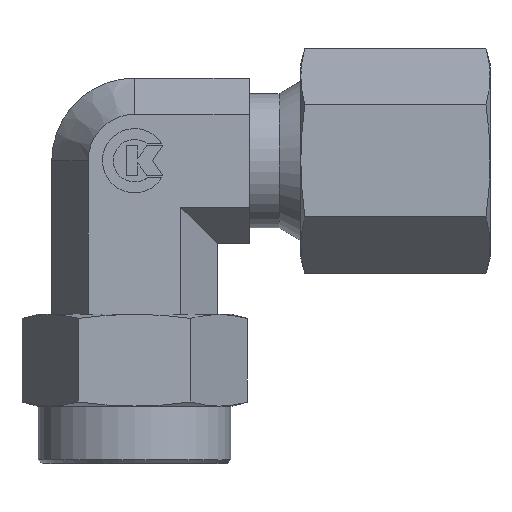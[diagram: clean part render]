
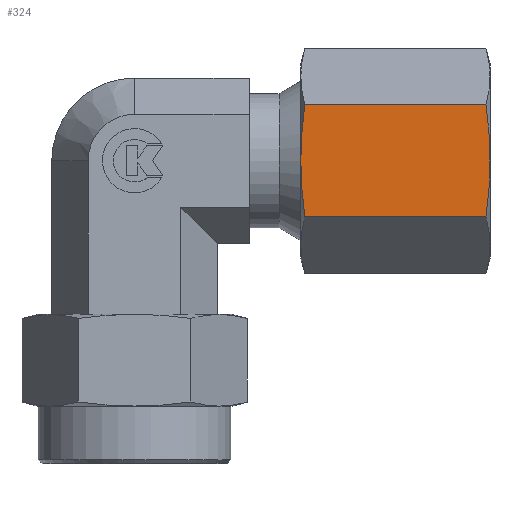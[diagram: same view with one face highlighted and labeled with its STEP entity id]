
A CAD part, top view. The second image highlights one B-rep face of the part: STEP entity #324.
In plain terms, the highlighted planar face has unit normal (0, 0, 1).
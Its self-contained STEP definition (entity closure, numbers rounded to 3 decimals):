
#324 = ADVANCED_FACE( '', ( #670 ), #671, .F. );
#670 = FACE_OUTER_BOUND( '', #1046, .T. );
#671 = PLANE( '', #1047 );
#1046 = EDGE_LOOP( '', ( #2252, #2253, #2254, #2255, #2256, #2257 ) );
#1047 = AXIS2_PLACEMENT_3D( '', #2258, #2259, #2260 );
#2252 = ORIENTED_EDGE( '', *, *, #2825, .F. );
#2253 = ORIENTED_EDGE( '', *, *, #2817, .F. );
#2254 = ORIENTED_EDGE( '', *, *, #2826, .F. );
#2255 = ORIENTED_EDGE( '', *, *, #2827, .F. );
#2256 = ORIENTED_EDGE( '', *, *, #2820, .T. );
#2257 = ORIENTED_EDGE( '', *, *, #2828, .F. );
#2258 = CARTESIAN_POINT( '', ( 31., -4.907, 8.5 ) );
#2259 = DIRECTION( '', ( 0., 0., -1. ) );
#2260 = DIRECTION( '', ( 0., -1., 0. ) );
#2817 = EDGE_CURVE( '', #3451, #3453, #3454, .T. );
#2820 = EDGE_CURVE( '', #3459, #3456, #3460, .T. );
#2825 = EDGE_CURVE( '', #3453, #3466, #3467, .T. );
#2826 = EDGE_CURVE( '', #3468, #3451, #3469, .T. );
#2827 = EDGE_CURVE( '', #3459, #3468, #3470, .T. );
#2828 = EDGE_CURVE( '', #3466, #3456, #3471, .T. );
#3451 = VERTEX_POINT( '', #4696 );
#3453 = VERTEX_POINT( '', #4707 );
#3454 = LINE( '', #4708, #4709 );
#3456 = VERTEX_POINT( '', #4720 );
#3459 = VERTEX_POINT( '', #4732 );
#3460 = LINE( '', #4733, #4734 );
#3466 = VERTEX_POINT( '', #4768 );
#3467 = ( B_SPLINE_CURVE( 2, ( #4770, #4771, #4772 ), .UNSPECIFIED., .F., .F. )B_SPLINE_CURVE_WITH_KNOTS( ( 3, 3 ), ( 4.101, 9.583 ), .UNSPECIFIED. )RATIONAL_B_SPLINE_CURVE( ( 1.058, 1.068, 1. ) )BOUNDED_CURVE(  )REPRESENTATION_ITEM( '' )GEOMETRIC_REPRESENTATION_ITEM(  )CURVE(  ) );
#3468 = VERTEX_POINT( '', #4779 );
#3469 = ( B_SPLINE_CURVE( 2, ( #4781, #4782, #4783 ), .UNSPECIFIED., .F., .F. )B_SPLINE_CURVE_WITH_KNOTS( ( 3, 3 ), ( 9.583, 15.066 ), .UNSPECIFIED. )RATIONAL_B_SPLINE_CURVE( ( 1., 1.068, 1.058 ) )BOUNDED_CURVE(  )REPRESENTATION_ITEM( '' )GEOMETRIC_REPRESENTATION_ITEM(  )CURVE(  ) );
#3470 = ( B_SPLINE_CURVE( 2, ( #4791, #4792, #4793 ), .UNSPECIFIED., .F., .F. )B_SPLINE_CURVE_WITH_KNOTS( ( 3, 3 ), ( 4.101, 9.583 ), .UNSPECIFIED. )RATIONAL_B_SPLINE_CURVE( ( 1.058, 1.068, 1. ) )BOUNDED_CURVE(  )REPRESENTATION_ITEM( '' )GEOMETRIC_REPRESENTATION_ITEM(  )CURVE(  ) );
#3471 = ( B_SPLINE_CURVE( 2, ( #4801, #4802, #4803 ), .UNSPECIFIED., .F., .F. )B_SPLINE_CURVE_WITH_KNOTS( ( 3, 3 ), ( 9.583, 15.066 ), .UNSPECIFIED. )RATIONAL_B_SPLINE_CURVE( ( 1., 1.068, 1.058 ) )BOUNDED_CURVE(  )REPRESENTATION_ITEM( '' )GEOMETRIC_REPRESENTATION_ITEM(  )CURVE(  ) );
#4696 = CARTESIAN_POINT( '', ( 30.648, -4.907, 8.5 ) );
#4707 = CARTESIAN_POINT( '', ( 14.852, -4.907, 8.5 ) );
#4708 = CARTESIAN_POINT( '', ( 31., -4.907, 8.5 ) );
#4709 = VECTOR( '', #5504, 1. );
#4720 = CARTESIAN_POINT( '', ( 14.852, 4.907, 8.5 ) );
#4732 = CARTESIAN_POINT( '', ( 30.648, 4.907, 8.5 ) );
#4733 = CARTESIAN_POINT( '', ( 31., 4.907, 8.5 ) );
#4734 = VECTOR( '', #5505, 1. );
#4768 = CARTESIAN_POINT( '', ( 14.5, 0., 8.5 ) );
#4770 = CARTESIAN_POINT( '', ( 14.852, -4.907, 8.5 ) );
#4771 = CARTESIAN_POINT( '', ( 14.5, -2.278, 8.5 ) );
#4772 = CARTESIAN_POINT( '', ( 14.5, 0., 8.5 ) );
#4779 = CARTESIAN_POINT( '', ( 31., 0., 8.5 ) );
#4781 = CARTESIAN_POINT( '', ( 31., 0., 8.5 ) );
#4782 = CARTESIAN_POINT( '', ( 31., -2.278, 8.5 ) );
#4783 = CARTESIAN_POINT( '', ( 30.648, -4.907, 8.5 ) );
#4791 = CARTESIAN_POINT( '', ( 30.648, 4.907, 8.5 ) );
#4792 = CARTESIAN_POINT( '', ( 31., 2.278, 8.5 ) );
#4793 = CARTESIAN_POINT( '', ( 31., 0., 8.5 ) );
#4801 = CARTESIAN_POINT( '', ( 14.5, 0., 8.5 ) );
#4802 = CARTESIAN_POINT( '', ( 14.5, 2.278, 8.5 ) );
#4803 = CARTESIAN_POINT( '', ( 14.852, 4.907, 8.5 ) );
#5504 = DIRECTION( '', ( -1., 0., 0. ) );
#5505 = DIRECTION( '', ( -1., 0., 0. ) );
